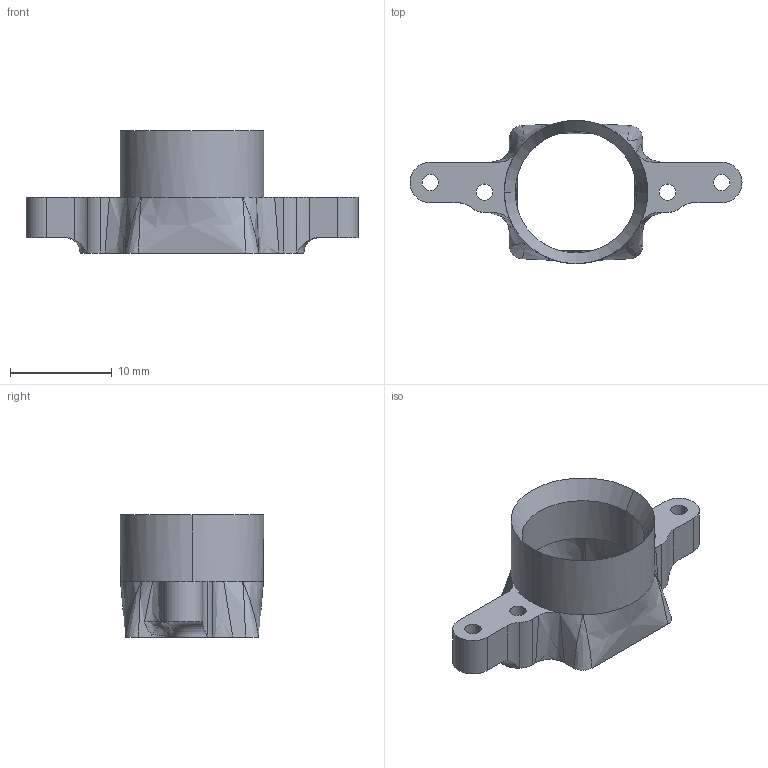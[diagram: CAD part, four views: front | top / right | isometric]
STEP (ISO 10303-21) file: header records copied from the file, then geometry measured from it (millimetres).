
FILE_DESCRIPTION (( 'STEP AP214' ), '1' );
FILE_NAME ('Camera_Spacer_w_LED_v13_10mm.STEP', '2023-01-21T21:42:33', ( '' ), ( '' ), 'SwSTEP 2.0', 'SolidWorks 2023', '' );
FILE_SCHEMA (( 'AUTOMOTIVE_DESIGN' ));
Length unit declared in the file: millimetre
Products named in the file (1): Camera_Spacer_w_LED_v13_10mm
Bounding box: 32.64 x 14.1 x 12 mm (x, y, z)
Volume: 810 mm3; surface area: 1456.4 mm2
Topology: 1 solids, 1 shells, 67 faces, 191 edges, 119 vertices
Faces by surface type: bspline 26, cylinder 23, plane 13, torus 3, cone 2
Entity records: 3848 total; most frequent: CARTESIAN_POINT 1518, ORIENTED_EDGE 370, DIRECTION 273, EDGE_CURVE 185, VERTEX_POINT 119, AXIS2_PLACEMENT_3D 107, EDGE_LOOP 76, UNCERTAINTY_MEASURE_WITH_UNIT 69
